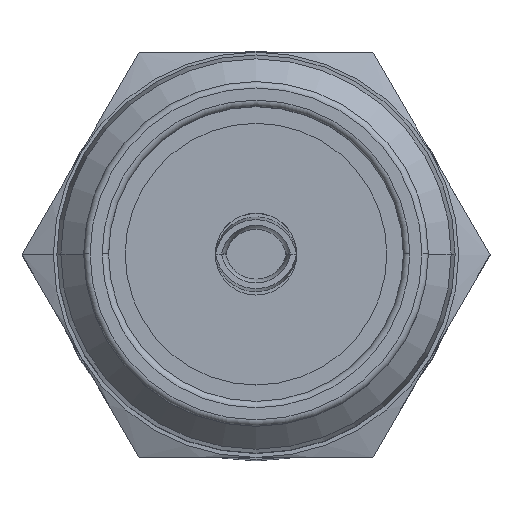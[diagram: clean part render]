
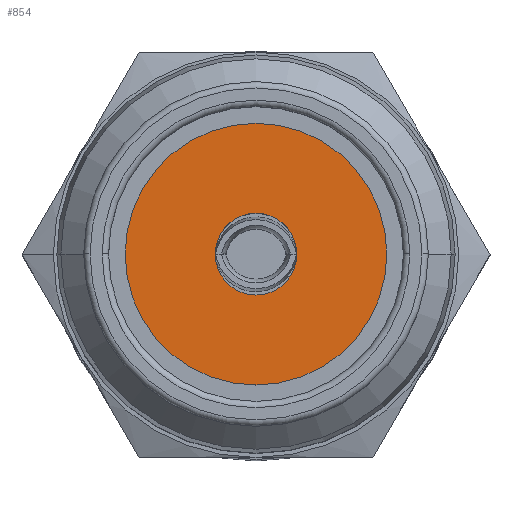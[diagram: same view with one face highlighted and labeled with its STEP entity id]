
A CAD part, top view. The second image highlights one B-rep face of the part: STEP entity #854.
In plain terms, the highlighted planar face has unit normal (0, 0, 1).
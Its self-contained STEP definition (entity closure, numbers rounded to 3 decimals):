
#83 = DIRECTION ( 'NONE',  ( 1., 0., 0. ) ) ;
#90 = FACE_BOUND ( 'NONE', #3151, .T. ) ;
#170 = CARTESIAN_POINT ( 'NONE',  ( 0., 0., -2. ) ) ;
#203 = DIRECTION ( 'NONE',  ( 0., 0., 1. ) ) ;
#204 = CARTESIAN_POINT ( 'NONE',  ( -2.05, 0., -2. ) ) ;
#220 = CIRCLE ( 'NONE', #2690, 2.05 ) ;
#365 = VERTEX_POINT ( 'NONE', #367 ) ;
#367 = CARTESIAN_POINT ( 'NONE',  ( 0.64, 0., -2. ) ) ;
#404 = CARTESIAN_POINT ( 'NONE',  ( -0.64, 0., -2. ) ) ;
#448 = VERTEX_POINT ( 'NONE', #204 ) ;
#808 = CARTESIAN_POINT ( 'NONE',  ( 0., 0., -2. ) ) ;
#854 = ADVANCED_FACE ( 'NONE', ( #90, #3239 ), #3296, .F. ) ;
#1184 = ORIENTED_EDGE ( 'NONE', *, *, #1876, .T. ) ;
#1377 = VERTEX_POINT ( 'NONE', #1922 ) ;
#1609 = VERTEX_POINT ( 'NONE', #404 ) ;
#1611 = AXIS2_PLACEMENT_3D ( 'NONE', #1643, #2929, #3058 ) ;
#1643 = CARTESIAN_POINT ( 'NONE',  ( 0., 0., -2. ) ) ;
#1671 = EDGE_CURVE ( 'NONE', #365, #1609, #3219, .T. ) ;
#1835 = EDGE_CURVE ( 'NONE', #448, #1377, #220, .T. ) ;
#1871 = AXIS2_PLACEMENT_3D ( 'NONE', #170, #203, #83 ) ;
#1876 = EDGE_CURVE ( 'NONE', #1377, #448, #3115, .T. ) ;
#1922 = CARTESIAN_POINT ( 'NONE',  ( 2.05, 0., -2. ) ) ;
#2065 = AXIS2_PLACEMENT_3D ( 'NONE', #3364, #3363, #3338 ) ;
#2283 = DIRECTION ( 'NONE',  ( -1., 0., 0. ) ) ;
#2297 = ORIENTED_EDGE ( 'NONE', *, *, #1671, .F. ) ;
#2320 = AXIS2_PLACEMENT_3D ( 'NONE', #3123, #3161, #2283 ) ;
#2354 = DIRECTION ( 'NONE',  ( 1., 0., 0. ) ) ;
#2512 = DIRECTION ( 'NONE',  ( 0., 0., 1. ) ) ;
#2521 = ORIENTED_EDGE ( 'NONE', *, *, #2641, .F. ) ;
#2595 = ORIENTED_EDGE ( 'NONE', *, *, #1835, .T. ) ;
#2641 = EDGE_CURVE ( 'NONE', #1609, #365, #3029, .T. ) ;
#2690 = AXIS2_PLACEMENT_3D ( 'NONE', #808, #2512, #2354 ) ;
#2858 = EDGE_LOOP ( 'NONE', ( #1184, #2595 ) ) ;
#2929 = DIRECTION ( 'NONE',  ( 0., 0., 1. ) ) ;
#3029 = CIRCLE ( 'NONE', #1871, 0.64 ) ;
#3058 = DIRECTION ( 'NONE',  ( 1., 0., 0. ) ) ;
#3115 = CIRCLE ( 'NONE', #2065, 2.05 ) ;
#3123 = CARTESIAN_POINT ( 'NONE',  ( 0., 0.64, -2. ) ) ;
#3151 = EDGE_LOOP ( 'NONE', ( #2297, #2521 ) ) ;
#3161 = DIRECTION ( 'NONE',  ( 0., 0., -1. ) ) ;
#3219 = CIRCLE ( 'NONE', #1611, 0.64 ) ;
#3239 = FACE_OUTER_BOUND ( 'NONE', #2858, .T. ) ;
#3296 = PLANE ( 'NONE',  #2320 ) ;
#3338 = DIRECTION ( 'NONE',  ( 1., 0., 0. ) ) ;
#3363 = DIRECTION ( 'NONE',  ( 0., 0., 1. ) ) ;
#3364 = CARTESIAN_POINT ( 'NONE',  ( 0., 0., -2. ) ) ;
